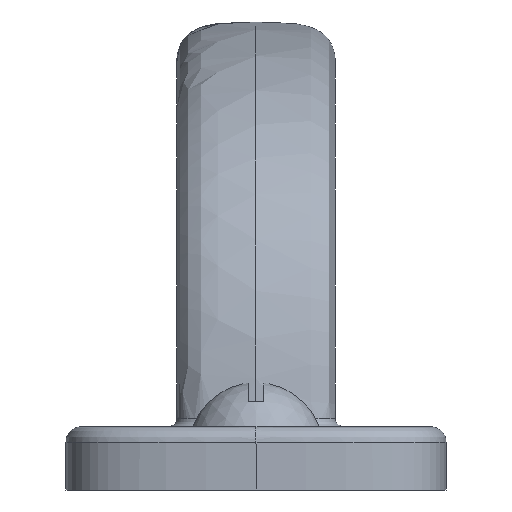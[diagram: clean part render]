
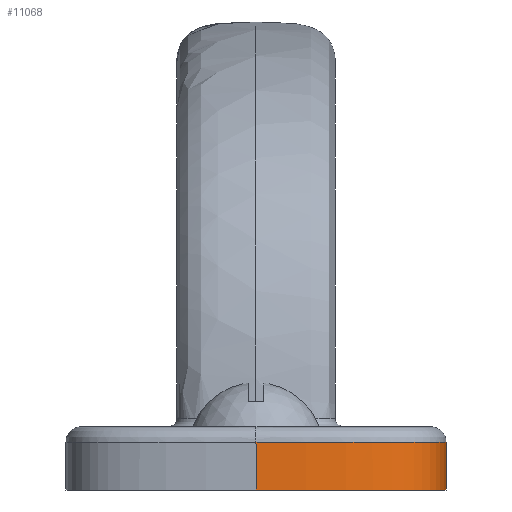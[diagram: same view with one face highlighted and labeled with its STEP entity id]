
A CAD part, left-side view. The second image highlights one B-rep face of the part: STEP entity #11068.
In plain terms, the highlighted free-form (B-spline) face has degree [3, 1] with [7, 2] control points.
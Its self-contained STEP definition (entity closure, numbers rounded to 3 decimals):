
#30=B_SPLINE_SURFACE_WITH_KNOTS('',3,1,((#20056,#20057),(#20058,#20059),
(#20060,#20061),(#20062,#20063),(#20064,#20065),(#20066,#20067),(#20068,
#20069)),.UNSPECIFIED.,.F.,.F.,.F.,(4,3,4),(2,2),(40.,60.,80.),(0.,0.36),
 .UNSPECIFIED.);
#77=B_SPLINE_CURVE_WITH_KNOTS('',3,(#20046,#20047,#20048,#20049,#20050),
 .UNSPECIFIED.,.F.,.F.,(4,1,4),(40.,60.,80.),.UNSPECIFIED.);
#79=B_SPLINE_CURVE_WITH_KNOTS('',3,(#20072,#20073,#20074,#20075,#20076,
#20077,#20078),.UNSPECIFIED.,.F.,.F.,(4,3,4),(32.679,49.006,
65.333),.UNSPECIFIED.);
#741=FACE_OUTER_BOUND('',#1337,.T.);
#1337=EDGE_LOOP('',(#9929,#9930,#9931,#9932,#9933));
#2809=LINE('',#19485,#4270);
#2811=LINE('',#20070,#4272);
#2812=LINE('',#20079,#4273);
#4270=VECTOR('',#14321,10.);
#4272=VECTOR('',#14333,3.);
#4273=VECTOR('',#14334,3.);
#5296=VERTEX_POINT('',#19470);
#5297=VERTEX_POINT('',#19484);
#5307=VERTEX_POINT('',#20044);
#5308=VERTEX_POINT('',#20045);
#5309=VERTEX_POINT('',#20071);
#6843=EDGE_CURVE('',#5297,#5296,#2809,.T.);
#6855=EDGE_CURVE('',#5307,#5308,#77,.T.);
#6857=EDGE_CURVE('',#5307,#5297,#2811,.T.);
#6858=EDGE_CURVE('',#5296,#5309,#79,.T.);
#6859=EDGE_CURVE('',#5309,#5308,#2812,.T.);
#9929=ORIENTED_EDGE('',*,*,#6857,.T.);
#9930=ORIENTED_EDGE('',*,*,#6843,.T.);
#9931=ORIENTED_EDGE('',*,*,#6858,.T.);
#9932=ORIENTED_EDGE('',*,*,#6859,.T.);
#9933=ORIENTED_EDGE('',*,*,#6855,.F.);
#11068=ADVANCED_FACE('',(#741),#30,.F.);
#14321=DIRECTION('',(0.,-1.,0.));
#14333=DIRECTION('',(0.,0.,1.));
#14334=DIRECTION('',(0.,0.,-1.));
#19470=CARTESIAN_POINT('',(-44.4,-30.028,3.));
#19484=CARTESIAN_POINT('',(-44.4,-30.,3.));
#19485=CARTESIAN_POINT('',(-44.4,-30.,3.));
#20044=CARTESIAN_POINT('',(-44.4,-30.,0.));
#20045=CARTESIAN_POINT('',(-62.9,-30.,0.));
#20046=CARTESIAN_POINT('Ctrl Pts',(-44.4,-30.,0.));
#20047=CARTESIAN_POINT('Ctrl Pts',(-44.4,-42.,0.));
#20048=CARTESIAN_POINT('Ctrl Pts',(-55.9,-42.,0.));
#20049=CARTESIAN_POINT('Ctrl Pts',(-62.9,-42.,0.));
#20050=CARTESIAN_POINT('Ctrl Pts',(-62.9,-30.,0.));
#20056=CARTESIAN_POINT('Ctrl Pts',(-44.4,-30.,0.));
#20057=CARTESIAN_POINT('Ctrl Pts',(-44.4,-30.,3.6));
#20058=CARTESIAN_POINT('Ctrl Pts',(-44.4,-42.,0.));
#20059=CARTESIAN_POINT('Ctrl Pts',(-44.4,-42.,3.6));
#20060=CARTESIAN_POINT('Ctrl Pts',(-50.15,-42.,0.));
#20061=CARTESIAN_POINT('Ctrl Pts',(-50.15,-42.,3.6));
#20062=CARTESIAN_POINT('Ctrl Pts',(-54.775,-42.,0.));
#20063=CARTESIAN_POINT('Ctrl Pts',(-54.775,-42.,3.6));
#20064=CARTESIAN_POINT('Ctrl Pts',(-59.4,-42.,0.));
#20065=CARTESIAN_POINT('Ctrl Pts',(-59.4,-42.,3.6));
#20066=CARTESIAN_POINT('Ctrl Pts',(-62.9,-42.,0.));
#20067=CARTESIAN_POINT('Ctrl Pts',(-62.9,-42.,3.6));
#20068=CARTESIAN_POINT('Ctrl Pts',(-62.9,-30.,0.));
#20069=CARTESIAN_POINT('Ctrl Pts',(-62.9,-30.,3.6));
#20070=CARTESIAN_POINT('',(-44.4,-30.,0.));
#20071=CARTESIAN_POINT('',(-62.9,-30.,3.));
#20072=CARTESIAN_POINT('Ctrl Pts',(-44.4,-30.028,3.));
#20073=CARTESIAN_POINT('Ctrl Pts',(-44.409,-42.005,3.));
#20074=CARTESIAN_POINT('Ctrl Pts',(-50.158,-42.,3.));
#20075=CARTESIAN_POINT('Ctrl Pts',(-54.78,-42.,3.));
#20076=CARTESIAN_POINT('Ctrl Pts',(-59.403,-42.,3.));
#20077=CARTESIAN_POINT('Ctrl Pts',(-62.9,-41.995,3.));
#20078=CARTESIAN_POINT('Ctrl Pts',(-62.9,-30.,3.));
#20079=CARTESIAN_POINT('',(-62.9,-30.,3.));
